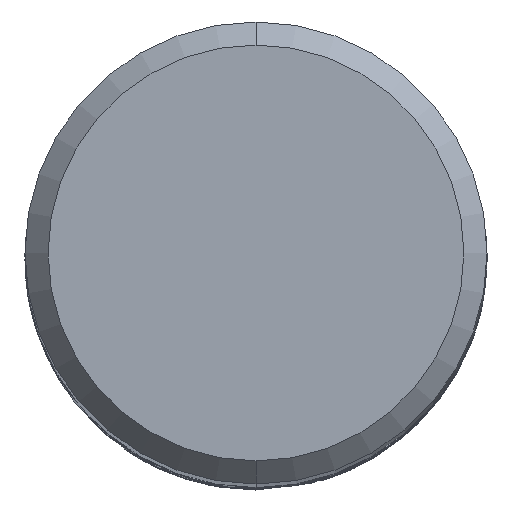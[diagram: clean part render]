
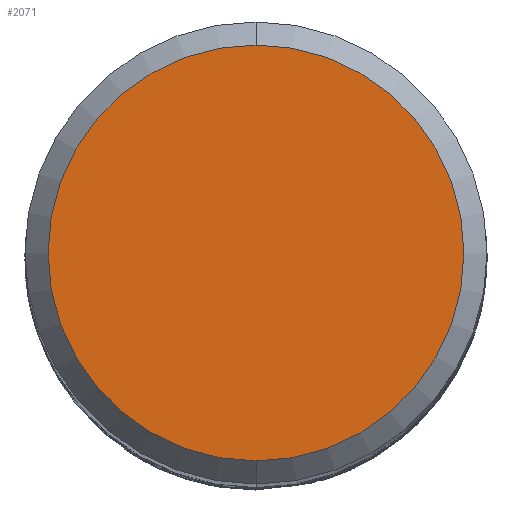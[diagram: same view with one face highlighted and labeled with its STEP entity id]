
A CAD part, top view. The second image highlights one B-rep face of the part: STEP entity #2071.
In plain terms, the highlighted planar face has unit normal (0, 0, 1).
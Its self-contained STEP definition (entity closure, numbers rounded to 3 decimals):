
#1795=EDGE_CURVE('',#2839,#2297,#4360,.T.);
#2071=ADVANCED_FACE('',(#4654),#4655,.T.);
#2297=VERTEX_POINT('',#4903);
#2839=VERTEX_POINT('',#5496);
#3335=EDGE_CURVE('',#2297,#2839,#6032,.T.);
#4360=CIRCLE('',#12070,5.4);
#4654=FACE_OUTER_BOUND('',#14397,.T.);
#4655=PLANE('',#14398);
#4903=CARTESIAN_POINT('',(0.,-5.4,0.0));
#5496=CARTESIAN_POINT('',(0.0,5.4,0.0));
#6032=CIRCLE('',#27757,5.4);
#12070=AXIS2_PLACEMENT_3D('',#32911,#32912,#32913);
#14397=EDGE_LOOP('',(#33157,#33158));
#14398=AXIS2_PLACEMENT_3D('',#33159,#33160,#33161);
#27757=AXIS2_PLACEMENT_3D('',#34640,#34641,#34642);
#32911=CARTESIAN_POINT('',(0.0,0.0,0.0));
#32912=DIRECTION('',(0.0,0.0,-1.0));
#32913=DIRECTION('',(0.0,1.0,0.0));
#33157=ORIENTED_EDGE('',*,*,#1795,.F.);
#33158=ORIENTED_EDGE('',*,*,#3335,.F.);
#33159=CARTESIAN_POINT('',(0.0,2.7,0.0));
#33160=DIRECTION('',(-0.0,0.0,1.0));
#33161=DIRECTION('',(0.0,-1.0,0.0));
#34640=CARTESIAN_POINT('',(0.0,0.0,0.0));
#34641=DIRECTION('',(0.0,0.0,-1.0));
#34642=DIRECTION('',(0.0,1.0,0.0));
